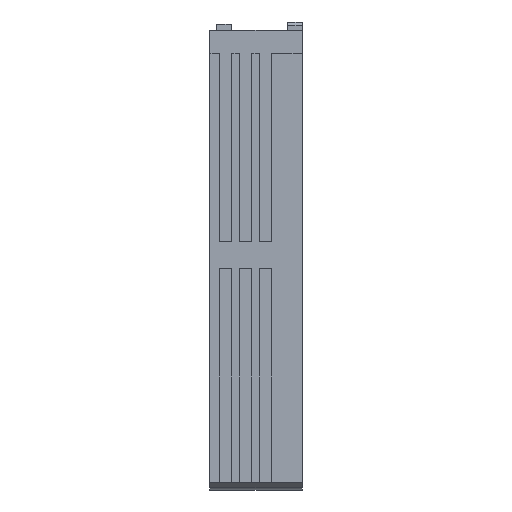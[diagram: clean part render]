
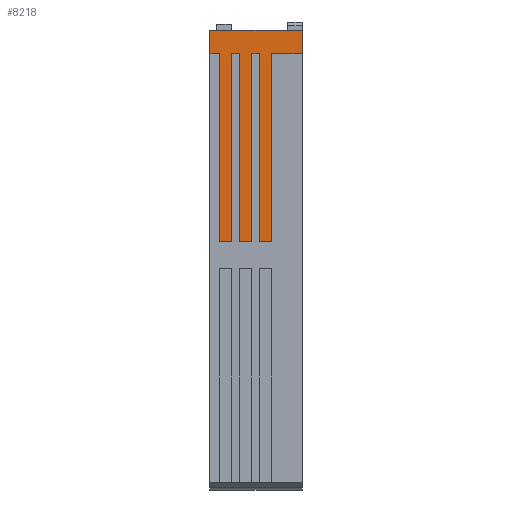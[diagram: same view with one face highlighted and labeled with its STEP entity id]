
A CAD part, front view. The second image highlights one B-rep face of the part: STEP entity #8218.
In plain terms, the highlighted planar face has unit normal (0, -1, 0).
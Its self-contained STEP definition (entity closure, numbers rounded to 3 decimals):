
#48 = CARTESIAN_POINT ( 'NONE',  ( -2.15, -48.733, -3. ) ) ;
#55 = CARTESIAN_POINT ( 'NONE',  ( 2.05, -48.733, 0. ) ) ;
#109 = VERTEX_POINT ( 'NONE', #2299 ) ;
#282 = ORIENTED_EDGE ( 'NONE', *, *, #7283, .T. ) ;
#286 = EDGE_CURVE ( 'NONE', #7439, #1670, #6651, .T. ) ;
#374 = LINE ( 'NONE', #5046, #8363 ) ;
#399 = CARTESIAN_POINT ( 'NONE',  ( 0., -48.733, -27.5 ) ) ;
#536 = CARTESIAN_POINT ( 'NONE',  ( -4.75, -48.733, -27.5 ) ) ;
#590 = ORIENTED_EDGE ( 'NONE', *, *, #7849, .F. ) ;
#607 = ORIENTED_EDGE ( 'NONE', *, *, #2124, .F. ) ;
#628 = LINE ( 'NONE', #5122, #3749 ) ;
#717 = DIRECTION ( 'NONE',  ( 0., 0., -1. ) ) ;
#720 = CARTESIAN_POINT ( 'NONE',  ( -3.15, -48.733, 0. ) ) ;
#1017 = EDGE_CURVE ( 'NONE', #5791, #109, #8595, .T. ) ;
#1041 = CARTESIAN_POINT ( 'NONE',  ( -4.75, -48.733, 0. ) ) ;
#1056 = VECTOR ( 'NONE', #7258, 1000. ) ;
#1112 = ORIENTED_EDGE ( 'NONE', *, *, #5683, .F. ) ;
#1226 = ORIENTED_EDGE ( 'NONE', *, *, #4619, .F. ) ;
#1242 = EDGE_CURVE ( 'NONE', #7439, #7462, #3027, .T. ) ;
#1302 = EDGE_CURVE ( 'NONE', #5791, #8472, #3420, .T. ) ;
#1546 = VERTEX_POINT ( 'NONE', #48 ) ;
#1670 = VERTEX_POINT ( 'NONE', #8156 ) ;
#1745 = CARTESIAN_POINT ( 'NONE',  ( -6., -48.733, 0.033 ) ) ;
#1882 = ORIENTED_EDGE ( 'NONE', *, *, #7912, .T. ) ;
#1885 = CARTESIAN_POINT ( 'NONE',  ( -2.15, -48.733, 0. ) ) ;
#1908 = LINE ( 'NONE', #720, #4819 ) ;
#2058 = PLANE ( 'NONE',  #7627 ) ;
#2059 = CARTESIAN_POINT ( 'NONE',  ( -6., -48.733, 0.033 ) ) ;
#2124 = EDGE_CURVE ( 'NONE', #7724, #1546, #6210, .T. ) ;
#2142 = VECTOR ( 'NONE', #3961, 1000. ) ;
#2299 = CARTESIAN_POINT ( 'NONE',  ( 6., -48.733, 0.033 ) ) ;
#2357 = CARTESIAN_POINT ( 'NONE',  ( 2.05, -48.733, -27.5 ) ) ;
#2372 = ORIENTED_EDGE ( 'NONE', *, *, #8540, .T. ) ;
#2477 = LINE ( 'NONE', #6775, #3494 ) ;
#2479 = VECTOR ( 'NONE', #4109, 1000. ) ;
#2535 = ORIENTED_EDGE ( 'NONE', *, *, #1302, .T. ) ;
#2712 = VECTOR ( 'NONE', #3137, 1000. ) ;
#2806 = DIRECTION ( 'NONE',  ( 1., 0., 0. ) ) ;
#2910 = EDGE_CURVE ( 'NONE', #8472, #7462, #2477, .T. ) ;
#2914 = DIRECTION ( 'NONE',  ( 0., 0., -1. ) ) ;
#2949 = DIRECTION ( 'NONE',  ( 0., 0., -1. ) ) ;
#2971 = VERTEX_POINT ( 'NONE', #5750 ) ;
#2982 = LINE ( 'NONE', #55, #2142 ) ;
#3027 = LINE ( 'NONE', #1041, #6753 ) ;
#3048 = CARTESIAN_POINT ( 'NONE',  ( -2.15, -48.733, -27.5 ) ) ;
#3137 = DIRECTION ( 'NONE',  ( 1., 0., 0. ) ) ;
#3352 = DIRECTION ( 'NONE',  ( 1., 0., 0. ) ) ;
#3420 = LINE ( 'NONE', #1745, #8091 ) ;
#3461 = CARTESIAN_POINT ( 'NONE',  ( 0.45, -48.733, -3. ) ) ;
#3469 = VECTOR ( 'NONE', #4800, 1000. ) ;
#3494 = VECTOR ( 'NONE', #2806, 1000. ) ;
#3532 = EDGE_CURVE ( 'NONE', #109, #2971, #7986, .T. ) ;
#3732 = CARTESIAN_POINT ( 'NONE',  ( -0.55, -48.733, -27.5 ) ) ;
#3749 = VECTOR ( 'NONE', #7107, 1000. ) ;
#3866 = LINE ( 'NONE', #399, #4938 ) ;
#3961 = DIRECTION ( 'NONE',  ( 0., 0., -1. ) ) ;
#4043 = ORIENTED_EDGE ( 'NONE', *, *, #286, .T. ) ;
#4084 = VERTEX_POINT ( 'NONE', #3732 ) ;
#4109 = DIRECTION ( 'NONE',  ( 1., 0., 0. ) ) ;
#4180 = CARTESIAN_POINT ( 'NONE',  ( 6., -48.733, 0.033 ) ) ;
#4475 = VERTEX_POINT ( 'NONE', #4864 ) ;
#4534 = CARTESIAN_POINT ( 'NONE',  ( -4.75, -48.733, -3. ) ) ;
#4619 = EDGE_CURVE ( 'NONE', #4475, #4084, #374, .T. ) ;
#4718 = DIRECTION ( 'NONE',  ( 0., -1., 0. ) ) ;
#4800 = DIRECTION ( 'NONE',  ( 0., 0., 1. ) ) ;
#4819 = VECTOR ( 'NONE', #6052, 1000. ) ;
#4864 = CARTESIAN_POINT ( 'NONE',  ( -0.55, -48.733, -3. ) ) ;
#4938 = VECTOR ( 'NONE', #5126, 1000. ) ;
#5013 = DIRECTION ( 'NONE',  ( 0., 0., -1. ) ) ;
#5042 = EDGE_CURVE ( 'NONE', #7974, #1546, #6628, .T. ) ;
#5046 = CARTESIAN_POINT ( 'NONE',  ( -0.55, -48.733, 0. ) ) ;
#5092 = EDGE_LOOP ( 'NONE', ( #6823, #7856, #4043, #590, #6229, #607, #282, #1226, #1882, #7476, #5812, #1112, #2372, #7356, #5258, #2535 ) ) ;
#5122 = CARTESIAN_POINT ( 'NONE',  ( -6., -48.733, -3. ) ) ;
#5126 = DIRECTION ( 'NONE',  ( 1., 0., 0. ) ) ;
#5149 = CARTESIAN_POINT ( 'NONE',  ( -3.15, -48.733, -3. ) ) ;
#5236 = LINE ( 'NONE', #6200, #6674 ) ;
#5258 = ORIENTED_EDGE ( 'NONE', *, *, #1017, .F. ) ;
#5365 = DIRECTION ( 'NONE',  ( 1., 0., 0. ) ) ;
#5411 = VERTEX_POINT ( 'NONE', #2357 ) ;
#5683 = EDGE_CURVE ( 'NONE', #6506, #5411, #2982, .T. ) ;
#5750 = CARTESIAN_POINT ( 'NONE',  ( 6., -48.733, -3. ) ) ;
#5791 = VERTEX_POINT ( 'NONE', #6044 ) ;
#5812 = ORIENTED_EDGE ( 'NONE', *, *, #8076, .T. ) ;
#5884 = EDGE_CURVE ( 'NONE', #7104, #8362, #6803, .T. ) ;
#5938 = VECTOR ( 'NONE', #3352, 1000. ) ;
#5981 = CARTESIAN_POINT ( 'NONE',  ( -6., -48.733, 0.033 ) ) ;
#6044 = CARTESIAN_POINT ( 'NONE',  ( -6., -48.733, 0.033 ) ) ;
#6052 = DIRECTION ( 'NONE',  ( 0., 0., -1. ) ) ;
#6117 = CARTESIAN_POINT ( 'NONE',  ( 0.45, -48.733, 0. ) ) ;
#6200 = CARTESIAN_POINT ( 'NONE',  ( -6., -48.733, -3. ) ) ;
#6210 = LINE ( 'NONE', #1885, #7247 ) ;
#6229 = ORIENTED_EDGE ( 'NONE', *, *, #5042, .T. ) ;
#6253 = CARTESIAN_POINT ( 'NONE',  ( 0.45, -48.733, -27.5 ) ) ;
#6393 = DIRECTION ( 'NONE',  ( 0., 0., 1. ) ) ;
#6506 = VERTEX_POINT ( 'NONE', #7548 ) ;
#6573 = LINE ( 'NONE', #7229, #1056 ) ;
#6628 = LINE ( 'NONE', #6765, #2479 ) ;
#6651 = LINE ( 'NONE', #7082, #2712 ) ;
#6674 = VECTOR ( 'NONE', #5365, 1000. ) ;
#6753 = VECTOR ( 'NONE', #6393, 1000. ) ;
#6765 = CARTESIAN_POINT ( 'NONE',  ( -6., -48.733, -3. ) ) ;
#6775 = CARTESIAN_POINT ( 'NONE',  ( -6., -48.733, -3. ) ) ;
#6803 = LINE ( 'NONE', #6117, #3469 ) ;
#6823 = ORIENTED_EDGE ( 'NONE', *, *, #2910, .T. ) ;
#7082 = CARTESIAN_POINT ( 'NONE',  ( 0., -48.733, -27.5 ) ) ;
#7104 = VERTEX_POINT ( 'NONE', #6253 ) ;
#7107 = DIRECTION ( 'NONE',  ( 1., 0., 0. ) ) ;
#7210 = DIRECTION ( 'NONE',  ( 0., 0., 1. ) ) ;
#7229 = CARTESIAN_POINT ( 'NONE',  ( 0., -48.733, -27.5 ) ) ;
#7247 = VECTOR ( 'NONE', #7210, 1000. ) ;
#7258 = DIRECTION ( 'NONE',  ( 1., 0., 0. ) ) ;
#7283 = EDGE_CURVE ( 'NONE', #7724, #4084, #3866, .T. ) ;
#7356 = ORIENTED_EDGE ( 'NONE', *, *, #3532, .F. ) ;
#7439 = VERTEX_POINT ( 'NONE', #536 ) ;
#7462 = VERTEX_POINT ( 'NONE', #4534 ) ;
#7476 = ORIENTED_EDGE ( 'NONE', *, *, #5884, .F. ) ;
#7548 = CARTESIAN_POINT ( 'NONE',  ( 2.05, -48.733, -3. ) ) ;
#7583 = VECTOR ( 'NONE', #2914, 1000. ) ;
#7627 = AXIS2_PLACEMENT_3D ( 'NONE', #5981, #4718, #717 ) ;
#7633 = CARTESIAN_POINT ( 'NONE',  ( -6., -48.733, -3. ) ) ;
#7724 = VERTEX_POINT ( 'NONE', #3048 ) ;
#7849 = EDGE_CURVE ( 'NONE', #7974, #1670, #1908, .T. ) ;
#7856 = ORIENTED_EDGE ( 'NONE', *, *, #1242, .F. ) ;
#7906 = FACE_OUTER_BOUND ( 'NONE', #5092, .T. ) ;
#7912 = EDGE_CURVE ( 'NONE', #4475, #8362, #5236, .T. ) ;
#7974 = VERTEX_POINT ( 'NONE', #5149 ) ;
#7986 = LINE ( 'NONE', #4180, #7583 ) ;
#8076 = EDGE_CURVE ( 'NONE', #7104, #5411, #6573, .T. ) ;
#8091 = VECTOR ( 'NONE', #5013, 1000. ) ;
#8156 = CARTESIAN_POINT ( 'NONE',  ( -3.15, -48.733, -27.5 ) ) ;
#8218 = ADVANCED_FACE ( 'NONE', ( #7906 ), #2058, .T. ) ;
#8362 = VERTEX_POINT ( 'NONE', #3461 ) ;
#8363 = VECTOR ( 'NONE', #2949, 1000. ) ;
#8472 = VERTEX_POINT ( 'NONE', #7633 ) ;
#8540 = EDGE_CURVE ( 'NONE', #6506, #2971, #628, .T. ) ;
#8595 = LINE ( 'NONE', #2059, #5938 ) ;
